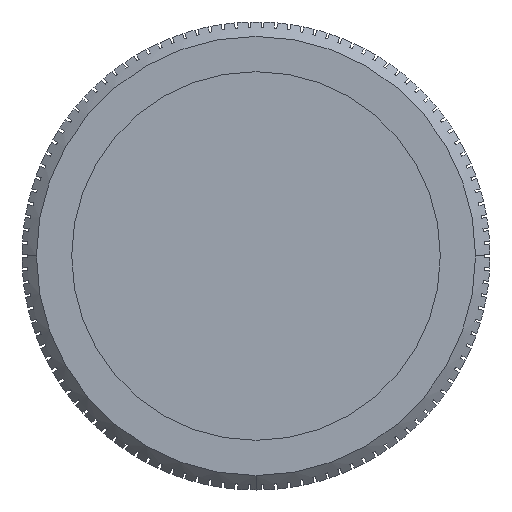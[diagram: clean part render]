
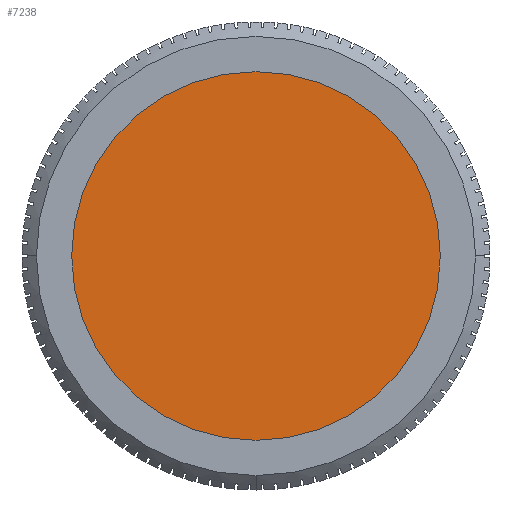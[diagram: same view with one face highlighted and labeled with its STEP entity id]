
A CAD part, left-side view. The second image highlights one B-rep face of the part: STEP entity #7238.
In plain terms, the highlighted planar face has unit normal (-1, 0, 0).
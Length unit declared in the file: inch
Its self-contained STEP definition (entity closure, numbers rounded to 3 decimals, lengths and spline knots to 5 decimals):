
#360 = CIRCLE ( 'NONE', #19399, 0.34193 ) ;
#775 = FACE_OUTER_BOUND ( 'NONE', #8542, .T. ) ;
#1023 = DIRECTION ( 'NONE',  ( -1., 0., 0. ) ) ;
#1066 = PLANE ( 'NONE',  #5385 ) ;
#1360 = CARTESIAN_POINT ( 'NONE',  ( 0.13697, 0., 0. ) ) ;
#1553 = EDGE_CURVE ( 'NONE', #17771, #9390, #360, .T. ) ;
#2243 = CARTESIAN_POINT ( 'NONE',  ( 0.13697, -0.34193, 0. ) ) ;
#2897 = DIRECTION ( 'NONE',  ( -1., 0., 0. ) ) ;
#4178 = DIRECTION ( 'NONE',  ( 0., 1., 0. ) ) ;
#5385 = AXIS2_PLACEMENT_3D ( 'NONE', #1360, #2897, #5662 ) ;
#5662 = DIRECTION ( 'NONE',  ( 0., 0., 1. ) ) ;
#5957 = CARTESIAN_POINT ( 'NONE',  ( 0.13697, 0.34193, 0. ) ) ;
#6148 = DIRECTION ( 'NONE',  ( 1., 0., 0. ) ) ;
#6442 = ORIENTED_EDGE ( 'NONE', *, *, #11774, .T. ) ;
#7238 = ADVANCED_FACE ( 'NONE', ( #775 ), #1066, .T. ) ;
#8542 = EDGE_LOOP ( 'NONE', ( #6442, #8957 ) ) ;
#8957 = ORIENTED_EDGE ( 'NONE', *, *, #1553, .F. ) ;
#9390 = VERTEX_POINT ( 'NONE', #2243 ) ;
#11774 = EDGE_CURVE ( 'NONE', #17771, #9390, #18613, .T. ) ;
#12046 = CARTESIAN_POINT ( 'NONE',  ( 0.13697, 0., 0. ) ) ;
#13152 = AXIS2_PLACEMENT_3D ( 'NONE', #12046, #1023, #4178 ) ;
#13494 = CARTESIAN_POINT ( 'NONE',  ( 0.13697, 0., 0. ) ) ;
#16903 = DIRECTION ( 'NONE',  ( 0., 1., 0. ) ) ;
#17771 = VERTEX_POINT ( 'NONE', #5957 ) ;
#18613 = CIRCLE ( 'NONE', #13152, 0.34193 ) ;
#19399 = AXIS2_PLACEMENT_3D ( 'NONE', #13494, #6148, #16903 ) ;
